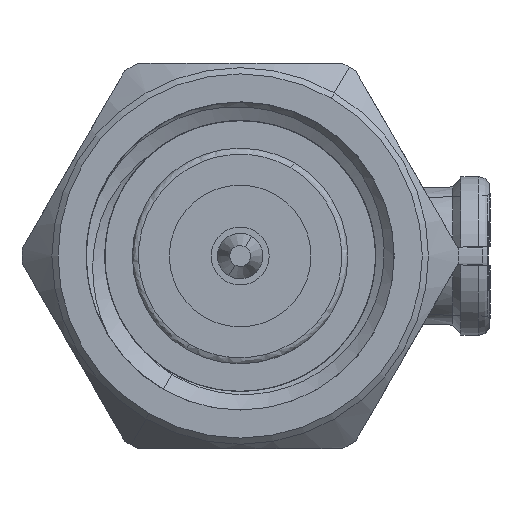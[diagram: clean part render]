
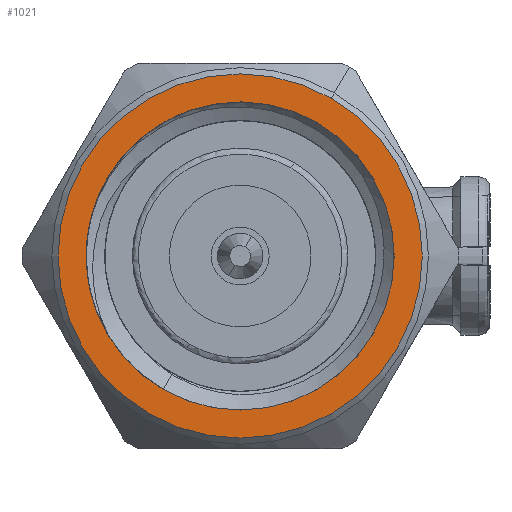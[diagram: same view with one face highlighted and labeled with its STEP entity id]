
A CAD part, left-side view. The second image highlights one B-rep face of the part: STEP entity #1021.
In plain terms, the highlighted planar face has unit normal (-1, 0, 0).
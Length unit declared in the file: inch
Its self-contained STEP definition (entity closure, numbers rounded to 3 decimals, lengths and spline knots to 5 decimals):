
#15 = AXIS2_PLACEMENT_3D ( 'NONE', #7330, #7286, #4458 ) ;
#37 = EDGE_CURVE ( 'NONE', #2497, #7198, #4394, .T. ) ;
#275 = AXIS2_PLACEMENT_3D ( 'NONE', #4251, #1399, #6495 ) ;
#477 = AXIS2_PLACEMENT_3D ( 'NONE', #3218, #3328, #2210 ) ;
#708 = PLANE ( 'NONE',  #3198 ) ;
#862 = CARTESIAN_POINT ( 'NONE',  ( 0., -0.0739, 0.12799 ) ) ;
#1021 = ADVANCED_FACE ( 'NONE', ( #1311, #6473 ), #708, .F. ) ;
#1060 = VERTEX_POINT ( 'NONE', #4691 ) ;
#1311 = FACE_BOUND ( 'NONE', #7259, .T. ) ;
#1399 = DIRECTION ( 'NONE',  ( 1., 0., 0. ) ) ;
#1509 = EDGE_CURVE ( 'NONE', #7198, #2497, #5712, .T. ) ;
#2007 = CIRCLE ( 'NONE', #5823, 0.14779 ) ;
#2210 = DIRECTION ( 'NONE',  ( 0., -0.5, 0.866 ) ) ;
#2239 = VERTEX_POINT ( 'NONE', #862 ) ;
#2497 = VERTEX_POINT ( 'NONE', #4575 ) ;
#2815 = CARTESIAN_POINT ( 'NONE',  ( 0., 0., 0. ) ) ;
#3198 = AXIS2_PLACEMENT_3D ( 'NONE', #3564, #6437, #7006 ) ;
#3218 = CARTESIAN_POINT ( 'NONE',  ( 0., 0., 0. ) ) ;
#3328 = DIRECTION ( 'NONE',  ( 1., 0., 0. ) ) ;
#3564 = CARTESIAN_POINT ( 'NONE',  ( 0., 0., 0. ) ) ;
#4251 = CARTESIAN_POINT ( 'NONE',  ( 0., 0., 0. ) ) ;
#4394 = CIRCLE ( 'NONE', #477, 0.125 ) ;
#4426 = EDGE_CURVE ( 'NONE', #1060, #2239, #7295, .T. ) ;
#4458 = DIRECTION ( 'NONE',  ( 0., -0.5, 0.866 ) ) ;
#4541 = DIRECTION ( 'NONE',  ( 0., 0.5, -0.866 ) ) ;
#4575 = CARTESIAN_POINT ( 'NONE',  ( 0., -0.0625, 0.10825 ) ) ;
#4649 = DIRECTION ( 'NONE',  ( 1., 0., 0. ) ) ;
#4675 = CARTESIAN_POINT ( 'NONE',  ( 0., 0.0625, -0.10825 ) ) ;
#4691 = CARTESIAN_POINT ( 'NONE',  ( 0., 0.0739, -0.12799 ) ) ;
#5053 = ORIENTED_EDGE ( 'NONE', *, *, #37, .T. ) ;
#5331 = EDGE_CURVE ( 'NONE', #2239, #1060, #2007, .T. ) ;
#5333 = EDGE_LOOP ( 'NONE', ( #7222, #6497 ) ) ;
#5712 = CIRCLE ( 'NONE', #15, 0.125 ) ;
#5823 = AXIS2_PLACEMENT_3D ( 'NONE', #2815, #4649, #4541 ) ;
#6392 = ORIENTED_EDGE ( 'NONE', *, *, #1509, .T. ) ;
#6437 = DIRECTION ( 'NONE',  ( 1., 0., 0. ) ) ;
#6473 = FACE_OUTER_BOUND ( 'NONE', #5333, .T. ) ;
#6495 = DIRECTION ( 'NONE',  ( 0., 0.5, -0.866 ) ) ;
#6497 = ORIENTED_EDGE ( 'NONE', *, *, #5331, .F. ) ;
#7006 = DIRECTION ( 'NONE',  ( 0., 1., 0. ) ) ;
#7198 = VERTEX_POINT ( 'NONE', #4675 ) ;
#7222 = ORIENTED_EDGE ( 'NONE', *, *, #4426, .F. ) ;
#7259 = EDGE_LOOP ( 'NONE', ( #5053, #6392 ) ) ;
#7286 = DIRECTION ( 'NONE',  ( 1., 0., 0. ) ) ;
#7295 = CIRCLE ( 'NONE', #275, 0.14779 ) ;
#7330 = CARTESIAN_POINT ( 'NONE',  ( 0., 0., 0. ) ) ;
